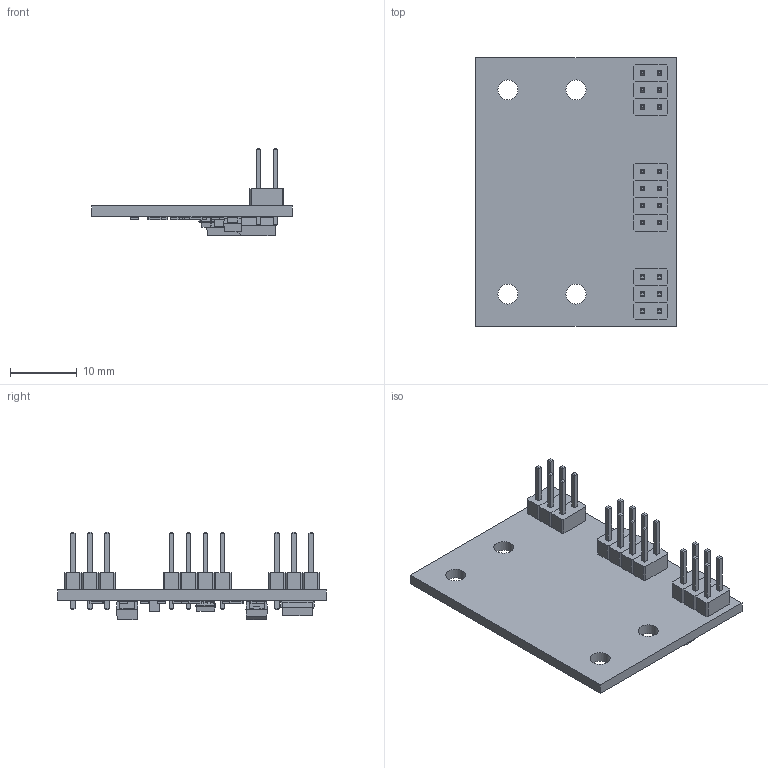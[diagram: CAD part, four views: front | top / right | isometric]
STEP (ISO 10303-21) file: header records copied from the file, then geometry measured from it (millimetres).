
FILE_DESCRIPTION(('KiCad electronic assembly'),'2;1');
FILE_NAME('SIPM02.step','2023-07-21T01:18:31',('Pcbnew'),('Kicad'), 'Open CASCADE STEP processor 7.5','KiCad to STEP converter','Unknown' );
FILE_SCHEMA(('AUTOMOTIVE_DESIGN { 1 0 10303 214 1 1 1 1 }'));
Length unit declared in the file: millimetre
Products named in the file (14): SIPM02 1; PinHeader_2x01_P2.54mm_Vertical; SOLID; R_0805_2012Metric; D_SMA; CP_EIA-6032-28_Kemet-C; C_1806_4516Metric; SOT-23-6; tmpsw7fd2_1 PCB
Assembly tree (41 placements, depth 3):
  SIPM02 1
    PinHeader_2x01_P2.54mm_Vertical  x10
      SOLID
    R_0805_2012Metric  x19
      SOLID
    D_SMA
      SOLID
    CP_EIA-6032-28_Kemet-C  x2
      SOLID
    C_1806_4516Metric
      SOLID
    SOT-23-6
      SOLID
    tmpsw7fd2_1 PCB
Bounding box: 29.97 x 40.13 x 13.02 mm (x, y, z)
Volume: 2392.9 mm3; surface area: 4228.6 mm2
Topology: 35 solids, 35 shells, 1269 faces, 3156 edges, 2004 vertices
Faces by surface type: plane 985, cylinder 226, bspline 58
Full cylindrical faces by diameter (mm): 0.889 x20, 3 x4
Entity records: 27090 total; most frequent: CARTESIAN_POINT 7174, DIRECTION 3162, LINE 2133, VECTOR 2133, ORIENTED_EDGE 1748, PCURVE 1748, DEFINITIONAL_REPRESENTATION 1748, EDGE_CURVE 874
